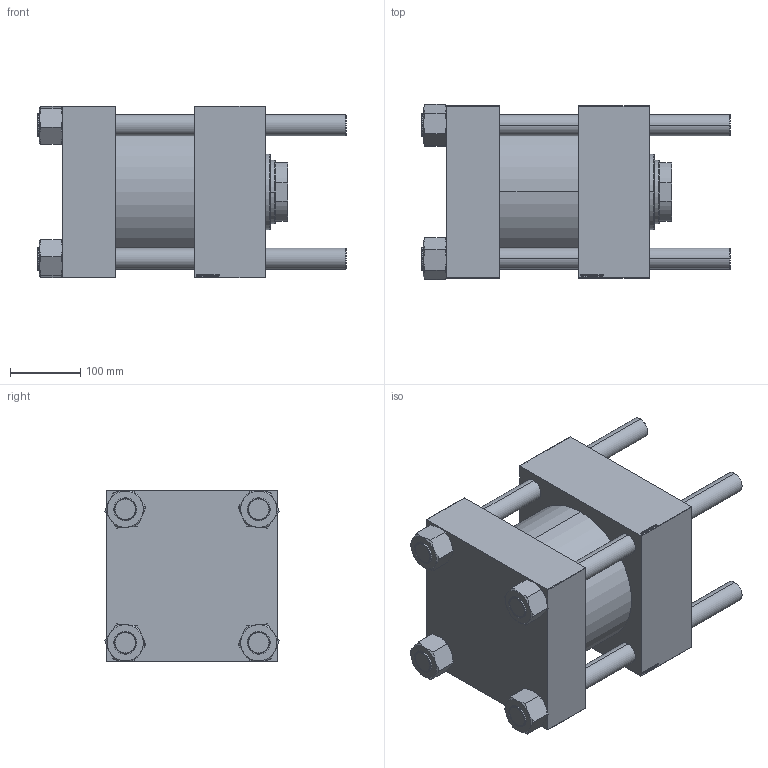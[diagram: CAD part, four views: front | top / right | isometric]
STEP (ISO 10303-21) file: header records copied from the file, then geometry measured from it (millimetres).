
FILE_DESCRIPTION (( 'STEP AP203' ), '1' );
FILE_NAME ('272e.STEP', '2022-04-14T15:44:48', ( '' ), ( '' ), 'SwSTEP 2.0', 'SolidWorks 2019', '' );
FILE_SCHEMA (( 'CONFIG_CONTROL_DESIGN' ));
Length unit declared in the file: millimetre
Products named in the file (6): 272e; V215CR_VCP_B 6cdc3f8b568ca8be7fa981c6ed0f25f5; NUT_M5_B 6cdc3f8b568ca8be7fa981c6ed0f25f5; V215CR_B-1 6cdc3f8b568ca8be7fa981c6ed0f25f5; V215_VC_A 6cdc3f8b568ca8be7fa981c6ed0f25f5; V215CR_B_TYCINKA 6cdc3f8b568ca8be7fa981c6ed0f25f5
Assembly tree (11 placements, depth 2):
  272e
    V215CR_B-1 6cdc3f8b568ca8be7fa981c6ed0f25f5
    V215CR_VCP_B 6cdc3f8b568ca8be7fa981c6ed0f25f5
    NUT_M5_B 6cdc3f8b568ca8be7fa981c6ed0f25f5  x4
    V215CR_B_TYCINKA 6cdc3f8b568ca8be7fa981c6ed0f25f5  x4
    V215_VC_A 6cdc3f8b568ca8be7fa981c6ed0f25f5
Bounding box: 439 x 249.22 x 245 mm (x, y, z)
Volume: 13925025.2 mm3; surface area: 1125222.2 mm2
Topology: 11 solids, 11 shells, 1212 faces, 3104 edges, 2021 vertices
Faces by surface type: bspline 504, plane 481, cone 136, cylinder 83, torus 8
Entity records: 57414 total; most frequent: CARTESIAN_POINT 34136, ORIENTED_EDGE 5472, DIRECTION 3028, EDGE_CURVE 2736, VERTEX_POINT 1799, LINE 1470, VECTOR 1470, EDGE_LOOP 1181
